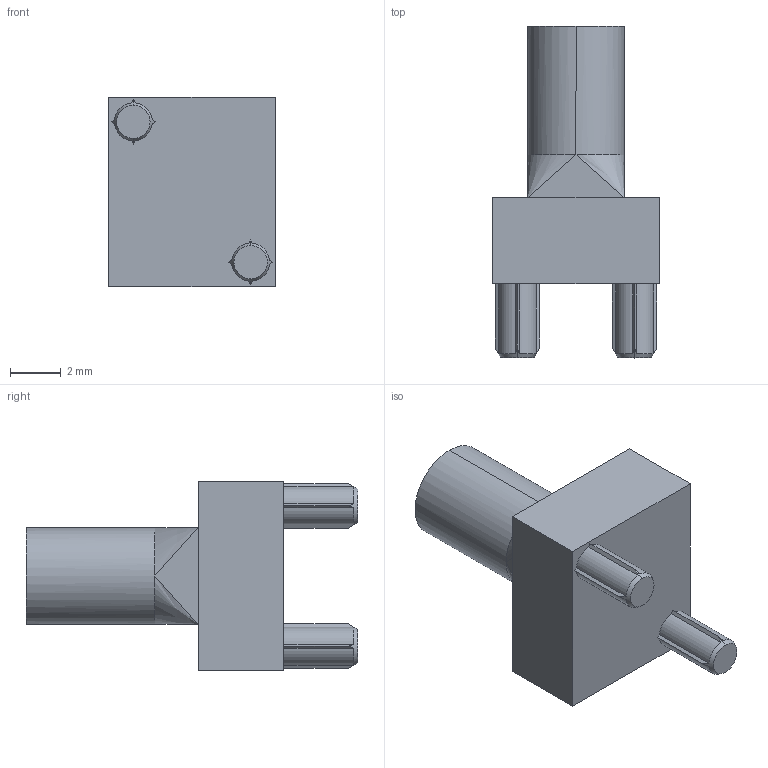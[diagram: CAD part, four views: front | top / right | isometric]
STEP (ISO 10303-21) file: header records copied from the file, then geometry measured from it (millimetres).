
FILE_DESCRIPTION (( 'STEP AP203' ), '1' );
FILE_NAME ('7511A87-400.STEP', '2016-06-25T00:31:21', ( '' ), ( '' ), 'SwSTEP 2.0', 'SolidWorks 2014', '' );
FILE_SCHEMA (( 'CONFIG_CONTROL_DESIGN' ));
Length unit declared in the file: inch
Products named in the file (1): 7511A87-400
Bounding box: 6.55 x 13.08 x 7.47 mm (x, y, z)
Volume: 256.6 mm3; surface area: 303.9 mm2
Topology: 1 solids, 1 shells, 47 faces, 128 edges, 82 vertices
Faces by surface type: plane 29, cylinder 10, cone 4, bspline 4
Entity records: 1619 total; most frequent: CARTESIAN_POINT 399, ORIENTED_EDGE 248, DIRECTION 220, EDGE_CURVE 124, VERTEX_POINT 82, AXIS2_PLACEMENT_3D 75, VECTOR 70, LINE 70
